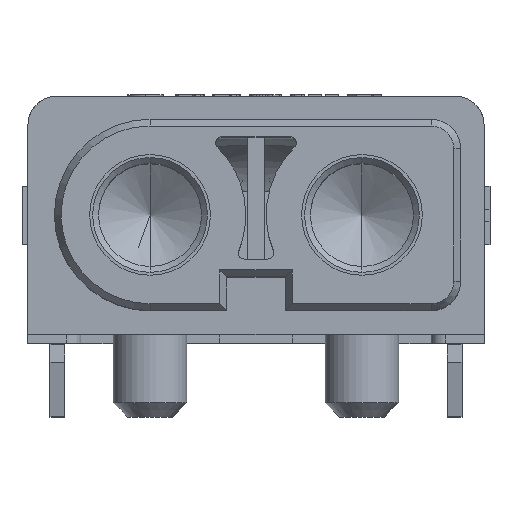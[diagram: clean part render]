
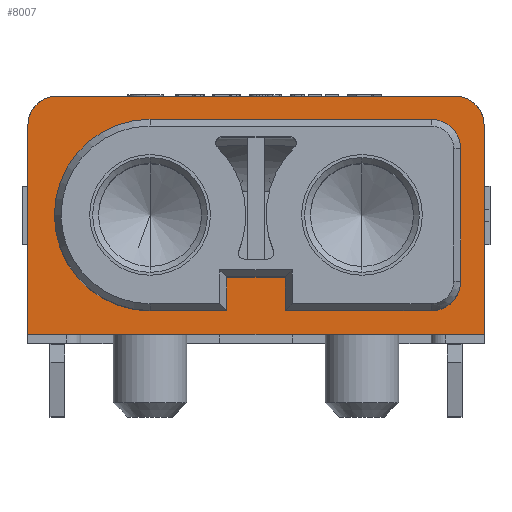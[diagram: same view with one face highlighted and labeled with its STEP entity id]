
A CAD part, top view. The second image highlights one B-rep face of the part: STEP entity #8007.
In plain terms, the highlighted planar face has unit normal (0, 0, 1).
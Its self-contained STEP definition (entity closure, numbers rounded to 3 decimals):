
#188 = LINE ( 'NONE', #7706, #411 ) ;
#397 = EDGE_CURVE ( 'NONE', #7755, #17118, #10380, .T. ) ;
#411 = VECTOR ( 'NONE', #21369, 1000. ) ;
#564 = VERTEX_POINT ( 'NONE', #14882 ) ;
#663 = CIRCLE ( 'NONE', #780, 1. ) ;
#780 = AXIS2_PLACEMENT_3D ( 'NONE', #4123, #2064, #14191 ) ;
#937 = CARTESIAN_POINT ( 'NONE',  ( 5.95, 2.25, 8.2 ) ) ;
#945 = DIRECTION ( 'NONE',  ( 0., -1., 0. ) ) ;
#1114 = CARTESIAN_POINT ( 'NONE',  ( 5.95, -3.25, 8.2 ) ) ;
#1161 = EDGE_CURVE ( 'NONE', #19688, #564, #8196, .T. ) ;
#1179 = CARTESIAN_POINT ( 'NONE',  ( 7.75, 3.05, 8.2 ) ) ;
#1328 = VERTEX_POINT ( 'NONE', #14150 ) ;
#1903 = CARTESIAN_POINT ( 'NONE',  ( 6.75, 4.05, 8.2 ) ) ;
#1925 = EDGE_CURVE ( 'NONE', #6906, #8858, #3022, .T. ) ;
#1953 = CIRCLE ( 'NONE', #3850, 1. ) ;
#2064 = DIRECTION ( 'NONE',  ( 0., 0., 1. ) ) ;
#2221 = ORIENTED_EDGE ( 'NONE', *, *, #3479, .T. ) ;
#2272 = EDGE_LOOP ( 'NONE', ( #4516, #8505, #13230, #15347, #5050, #21467 ) ) ;
#2392 = DIRECTION ( 'NONE',  ( 0., 0., 1. ) ) ;
#2616 = PLANE ( 'NONE',  #20521 ) ;
#2734 = EDGE_CURVE ( 'NONE', #7755, #19106, #1953, .T. ) ;
#3022 = LINE ( 'NONE', #1903, #16838 ) ;
#3094 = EDGE_CURVE ( 'NONE', #15076, #19688, #11430, .T. ) ;
#3099 = AXIS2_PLACEMENT_3D ( 'NONE', #15643, #5247, #17329 ) ;
#3328 = EDGE_CURVE ( 'NONE', #15658, #19106, #17919, .T. ) ;
#3329 = EDGE_CURVE ( 'NONE', #3376, #6906, #8376, .T. ) ;
#3376 = VERTEX_POINT ( 'NONE', #1179 ) ;
#3479 = EDGE_CURVE ( 'NONE', #1328, #15658, #9485, .T. ) ;
#3546 = DIRECTION ( 'NONE',  ( 1., 0., 0. ) ) ;
#3725 = CARTESIAN_POINT ( 'NONE',  ( 1., -3.25, 8.2 ) ) ;
#3850 = AXIS2_PLACEMENT_3D ( 'NONE', #937, #7603, #11195 ) ;
#3965 = LINE ( 'NONE', #8874, #12051 ) ;
#4123 = CARTESIAN_POINT ( 'NONE',  ( 5.95, -2.25, 8.2 ) ) ;
#4252 = CARTESIAN_POINT ( 'NONE',  ( 6.95, 3.05, 8.2 ) ) ;
#4405 = VECTOR ( 'NONE', #18088, 1000. ) ;
#4516 = ORIENTED_EDGE ( 'NONE', *, *, #17135, .T. ) ;
#4635 = CIRCLE ( 'NONE', #16670, 1. ) ;
#5050 = ORIENTED_EDGE ( 'NONE', *, *, #1925, .T. ) ;
#5247 = DIRECTION ( 'NONE',  ( 0., 0., -1. ) ) ;
#5270 = CARTESIAN_POINT ( 'NONE',  ( -3.6, 3.25, 8.2 ) ) ;
#5608 = CARTESIAN_POINT ( 'NONE',  ( -7.75, -4.05, 8.2 ) ) ;
#5827 = DIRECTION ( 'NONE',  ( -1., 0., 0. ) ) ;
#6055 = EDGE_LOOP ( 'NONE', ( #14350, #15959, #10460, #10412, #17252, #15581, #13367, #20197, #2221, #17430 ) ) ;
#6461 = CARTESIAN_POINT ( 'NONE',  ( 6.75, -2.1, 8.2 ) ) ;
#6620 = EDGE_CURVE ( 'NONE', #564, #20872, #22308, .T. ) ;
#6906 = VERTEX_POINT ( 'NONE', #8786 ) ;
#7023 = DIRECTION ( 'NONE',  ( -1., 0., 0. ) ) ;
#7167 = DIRECTION ( 'NONE',  ( 0., -1., 0. ) ) ;
#7492 = DIRECTION ( 'NONE',  ( 1., 0., 0. ) ) ;
#7587 = CARTESIAN_POINT ( 'NONE',  ( 7.75, -4.05, 8.2 ) ) ;
#7603 = DIRECTION ( 'NONE',  ( 0., 0., 1. ) ) ;
#7706 = CARTESIAN_POINT ( 'NONE',  ( 6.75, -3.25, 8.2 ) ) ;
#7755 = VERTEX_POINT ( 'NONE', #12209 ) ;
#7964 = FACE_OUTER_BOUND ( 'NONE', #2272, .T. ) ;
#8007 = ADVANCED_FACE ( 'NONE', ( #7964, #9609 ), #2616, .T. ) ;
#8161 = VECTOR ( 'NONE', #17796, 1000. ) ;
#8196 = LINE ( 'NONE', #6461, #8736 ) ;
#8333 = VERTEX_POINT ( 'NONE', #5608 ) ;
#8376 = CIRCLE ( 'NONE', #12688, 1. ) ;
#8398 = CARTESIAN_POINT ( 'NONE',  ( -7.75, -4.05, 8.2 ) ) ;
#8505 = ORIENTED_EDGE ( 'NONE', *, *, #8707, .T. ) ;
#8707 = EDGE_CURVE ( 'NONE', #8333, #15900, #18739, .T. ) ;
#8736 = VECTOR ( 'NONE', #16710, 1000. ) ;
#8786 = CARTESIAN_POINT ( 'NONE',  ( 6.75, 4.05, 8.2 ) ) ;
#8816 = CARTESIAN_POINT ( 'NONE',  ( -6.75, 3.05, 8.2 ) ) ;
#8858 = VERTEX_POINT ( 'NONE', #17953 ) ;
#8874 = CARTESIAN_POINT ( 'NONE',  ( -7.75, 3.05, 8.2 ) ) ;
#9259 = CARTESIAN_POINT ( 'NONE',  ( 6.75, 3.05, 8.2 ) ) ;
#9279 = EDGE_CURVE ( 'NONE', #20872, #1328, #13342, .T. ) ;
#9359 = EDGE_CURVE ( 'NONE', #11071, #17118, #663, .T. ) ;
#9472 = EDGE_CURVE ( 'NONE', #15900, #3376, #13873, .T. ) ;
#9485 = CIRCLE ( 'NONE', #3099, 3.25 ) ;
#9609 = FACE_BOUND ( 'NONE', #6055, .T. ) ;
#9728 = DIRECTION ( 'NONE',  ( 0., 0., 1. ) ) ;
#10338 = CARTESIAN_POINT ( 'NONE',  ( -1., -3.25, 8.2 ) ) ;
#10380 = LINE ( 'NONE', #4252, #19840 ) ;
#10412 = ORIENTED_EDGE ( 'NONE', *, *, #10842, .T. ) ;
#10460 = ORIENTED_EDGE ( 'NONE', *, *, #9359, .F. ) ;
#10842 = EDGE_CURVE ( 'NONE', #11071, #15076, #188, .T. ) ;
#11071 = VERTEX_POINT ( 'NONE', #1114 ) ;
#11195 = DIRECTION ( 'NONE',  ( 1., 0., 0. ) ) ;
#11430 = LINE ( 'NONE', #14437, #8161 ) ;
#12051 = VECTOR ( 'NONE', #7167, 1000. ) ;
#12209 = CARTESIAN_POINT ( 'NONE',  ( 6.95, 2.25, 8.2 ) ) ;
#12688 = AXIS2_PLACEMENT_3D ( 'NONE', #9259, #2392, #5827 ) ;
#13230 = ORIENTED_EDGE ( 'NONE', *, *, #9472, .T. ) ;
#13342 = LINE ( 'NONE', #17248, #15794 ) ;
#13367 = ORIENTED_EDGE ( 'NONE', *, *, #6620, .T. ) ;
#13474 = VERTEX_POINT ( 'NONE', #15388 ) ;
#13873 = LINE ( 'NONE', #14710, #4405 ) ;
#14126 = CARTESIAN_POINT ( 'NONE',  ( 6.75, 3.25, 8.2 ) ) ;
#14150 = CARTESIAN_POINT ( 'NONE',  ( -3.6, -3.25, 8.2 ) ) ;
#14175 = EDGE_CURVE ( 'NONE', #8858, #13474, #4635, .T. ) ;
#14191 = DIRECTION ( 'NONE',  ( 1., 0., 0. ) ) ;
#14350 = ORIENTED_EDGE ( 'NONE', *, *, #2734, .F. ) ;
#14437 = CARTESIAN_POINT ( 'NONE',  ( 1., -2.1, 8.2 ) ) ;
#14710 = CARTESIAN_POINT ( 'NONE',  ( 7.75, 3.05, 8.2 ) ) ;
#14882 = CARTESIAN_POINT ( 'NONE',  ( -1., -2.1, 8.2 ) ) ;
#15076 = VERTEX_POINT ( 'NONE', #3725 ) ;
#15347 = ORIENTED_EDGE ( 'NONE', *, *, #3329, .T. ) ;
#15388 = CARTESIAN_POINT ( 'NONE',  ( -7.75, 3.05, 8.2 ) ) ;
#15581 = ORIENTED_EDGE ( 'NONE', *, *, #1161, .T. ) ;
#15643 = CARTESIAN_POINT ( 'NONE',  ( -3.6, 0., 8.2 ) ) ;
#15658 = VERTEX_POINT ( 'NONE', #5270 ) ;
#15722 = VECTOR ( 'NONE', #7492, 1000. ) ;
#15794 = VECTOR ( 'NONE', #7023, 1000. ) ;
#15897 = VECTOR ( 'NONE', #20091, 1000. ) ;
#15900 = VERTEX_POINT ( 'NONE', #7587 ) ;
#15959 = ORIENTED_EDGE ( 'NONE', *, *, #397, .T. ) ;
#16234 = CARTESIAN_POINT ( 'NONE',  ( -1., -2.1, 8.2 ) ) ;
#16670 = AXIS2_PLACEMENT_3D ( 'NONE', #8816, #20788, #17507 ) ;
#16710 = DIRECTION ( 'NONE',  ( -1., 0., 0. ) ) ;
#16838 = VECTOR ( 'NONE', #17461, 1000. ) ;
#17118 = VERTEX_POINT ( 'NONE', #20915 ) ;
#17135 = EDGE_CURVE ( 'NONE', #13474, #8333, #3965, .T. ) ;
#17248 = CARTESIAN_POINT ( 'NONE',  ( 6.75, -3.25, 8.2 ) ) ;
#17252 = ORIENTED_EDGE ( 'NONE', *, *, #3094, .T. ) ;
#17329 = DIRECTION ( 'NONE',  ( 1., 0., 0. ) ) ;
#17430 = ORIENTED_EDGE ( 'NONE', *, *, #3328, .T. ) ;
#17461 = DIRECTION ( 'NONE',  ( -1., 0., 0. ) ) ;
#17507 = DIRECTION ( 'NONE',  ( -1., 0., 0. ) ) ;
#17796 = DIRECTION ( 'NONE',  ( 0., 1., 0. ) ) ;
#17919 = LINE ( 'NONE', #14126, #15722 ) ;
#17953 = CARTESIAN_POINT ( 'NONE',  ( -6.75, 4.05, 8.2 ) ) ;
#18088 = DIRECTION ( 'NONE',  ( 0., 1., 0. ) ) ;
#18260 = CARTESIAN_POINT ( 'NONE',  ( 6.75, 3.05, 8.2 ) ) ;
#18739 = LINE ( 'NONE', #8398, #20343 ) ;
#19106 = VERTEX_POINT ( 'NONE', #21811 ) ;
#19688 = VERTEX_POINT ( 'NONE', #19850 ) ;
#19840 = VECTOR ( 'NONE', #945, 1000. ) ;
#19850 = CARTESIAN_POINT ( 'NONE',  ( 1., -2.1, 8.2 ) ) ;
#19993 = DIRECTION ( 'NONE',  ( 1., 0., 0. ) ) ;
#20091 = DIRECTION ( 'NONE',  ( 0., -1., 0. ) ) ;
#20197 = ORIENTED_EDGE ( 'NONE', *, *, #9279, .T. ) ;
#20343 = VECTOR ( 'NONE', #3546, 1000. ) ;
#20521 = AXIS2_PLACEMENT_3D ( 'NONE', #18260, #9728, #19993 ) ;
#20788 = DIRECTION ( 'NONE',  ( 0., 0., 1. ) ) ;
#20872 = VERTEX_POINT ( 'NONE', #10338 ) ;
#20915 = CARTESIAN_POINT ( 'NONE',  ( 6.95, -2.25, 8.2 ) ) ;
#21369 = DIRECTION ( 'NONE',  ( -1., 0., 0. ) ) ;
#21467 = ORIENTED_EDGE ( 'NONE', *, *, #14175, .T. ) ;
#21811 = CARTESIAN_POINT ( 'NONE',  ( 5.95, 3.25, 8.2 ) ) ;
#22308 = LINE ( 'NONE', #16234, #15897 ) ;
